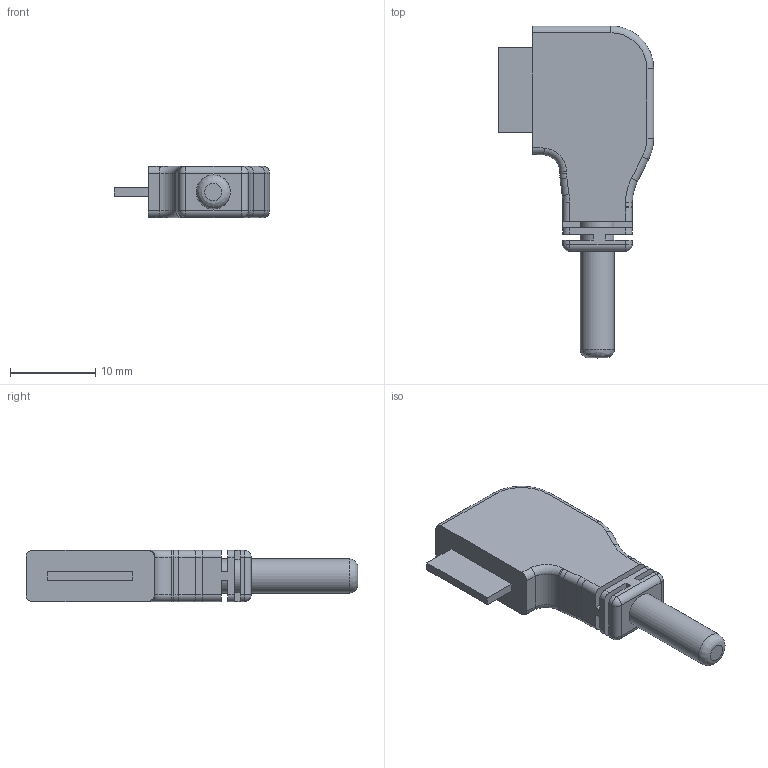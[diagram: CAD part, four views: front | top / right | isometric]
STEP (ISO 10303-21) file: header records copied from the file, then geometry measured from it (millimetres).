
FILE_DESCRIPTION(/* description */ (''),/* implementation_level */ '2;1');
FILE_NAME(/* name */ 'startech-micro-usb-stecker.step',/* time_stamp */ '2021-04-02T19:23:37+02:00',/* author */ (''),/* organization */ (''),/* preprocessor_version */ 'ST-DEVELOPER v18.1',/* originating_system */ 'Autodesk Translation Framework v9.10.0.1330',/* authorisation */ '');
FILE_SCHEMA (('AUTOMOTIVE_DESIGN { 1 0 10303 214 3 1 1 }'));
Length unit declared in the file: millimetre
Products named in the file (1): Stecker
Bounding box: 18.2 x 38.9 x 6 mm (x, y, z)
Volume: 1978.9 mm3; surface area: 1401.2 mm2
Topology: 2 solids, 2 shells, 107 faces, 260 edges, 158 vertices
Faces by surface type: cylinder 45, plane 41, torus 14, sphere 6, bspline 1
Full cylindrical faces by diameter (mm): 4 x1
Entity records: 3181 total; most frequent: DIRECTION 581, CARTESIAN_POINT 552, ORIENTED_EDGE 520, EDGE_CURVE 260, AXIS2_PLACEMENT_3D 214, VERTEX_POINT 158, LINE 153, VECTOR 153
